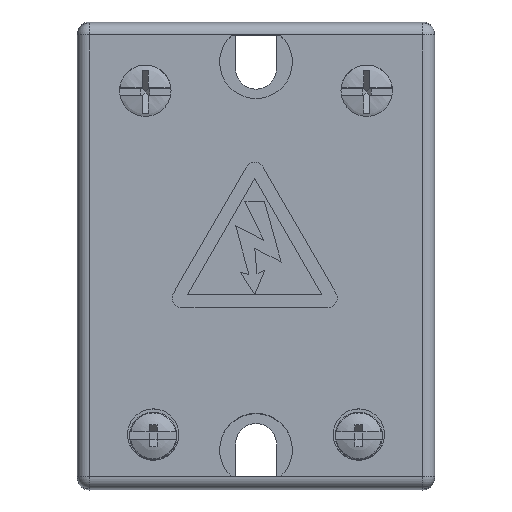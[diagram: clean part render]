
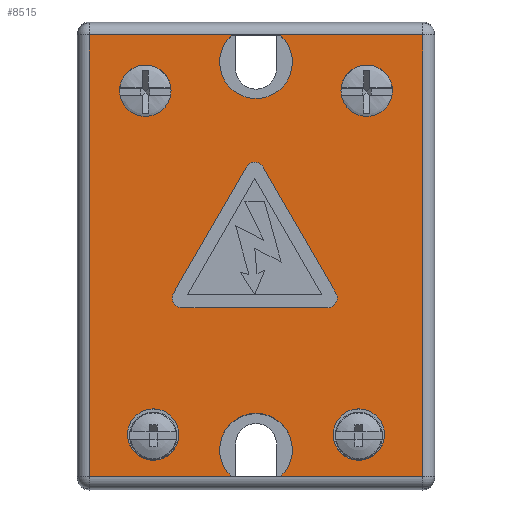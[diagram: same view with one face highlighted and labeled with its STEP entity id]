
A CAD part, top view. The second image highlights one B-rep face of the part: STEP entity #8515.
In plain terms, the highlighted planar face has unit normal (0, 0, 1).
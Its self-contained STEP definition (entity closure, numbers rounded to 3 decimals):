
#315=CARTESIAN_POINT('',(-17.251,20.9,33.4));
#316=VERTEX_POINT('',#315);
#332=CARTESIAN_POINT('',(-10.751,20.9,33.4));
#333=VERTEX_POINT('',#332);
#340=CARTESIAN_POINT('',(-16.627,22.814,33.4));
#341=VERTEX_POINT('',#340);
#342=CARTESIAN_POINT('',(-14.001,20.9,33.4));
#343=DIRECTION('',(0.0,0.0,-1.0));
#344=DIRECTION('',(-1.0,0.0,0.0));
#345=AXIS2_PLACEMENT_3D('',#342,#343,#344);
#346=CIRCLE('',#345,3.25);
#347=EDGE_CURVE('',#341,#333,#346,.T.);
#349=CARTESIAN_POINT('',(-14.001,20.9,33.4));
#350=DIRECTION('',(0.0,0.0,-1.0));
#351=DIRECTION('',(-1.0,0.0,0.0));
#352=AXIS2_PLACEMENT_3D('',#349,#350,#351);
#353=CIRCLE('',#352,3.25);
#354=EDGE_CURVE('',#316,#341,#353,.T.);
#387=CARTESIAN_POINT('',(17.249,20.9,33.4));
#388=VERTEX_POINT('',#387);
#404=CARTESIAN_POINT('',(10.749,20.9,33.4));
#405=VERTEX_POINT('',#404);
#412=CARTESIAN_POINT('',(13.999,20.9,33.4));
#413=DIRECTION('',(0.0,0.0,1.0));
#414=DIRECTION('',(1.0,0.0,0.0));
#415=AXIS2_PLACEMENT_3D('',#412,#413,#414);
#416=CIRCLE('',#415,3.25);
#417=EDGE_CURVE('',#405,#388,#416,.T.);
#450=CARTESIAN_POINT('',(-16.251,-22.6,33.4));
#451=VERTEX_POINT('',#450);
#467=CARTESIAN_POINT('',(-9.751,-22.6,33.4));
#468=VERTEX_POINT('',#467);
#475=CARTESIAN_POINT('',(-13.001,-22.6,33.4));
#476=DIRECTION('',(0.0,0.0,1.0));
#477=DIRECTION('',(-1.0,0.0,0.0));
#478=AXIS2_PLACEMENT_3D('',#475,#476,#477);
#479=CIRCLE('',#478,3.25);
#480=EDGE_CURVE('',#468,#451,#479,.T.);
#492=CARTESIAN_POINT('',(16.249,-22.6,33.4));
#493=VERTEX_POINT('',#492);
#509=CARTESIAN_POINT('',(9.749,-22.6,33.4));
#510=VERTEX_POINT('',#509);
#517=CARTESIAN_POINT('',(15.626,-24.514,33.4));
#518=VERTEX_POINT('',#517);
#519=CARTESIAN_POINT('',(12.999,-22.6,33.4));
#520=DIRECTION('',(0.0,0.0,-1.0));
#521=DIRECTION('',(1.0,0.0,0.0));
#522=AXIS2_PLACEMENT_3D('',#519,#520,#521);
#523=CIRCLE('',#522,3.25);
#524=EDGE_CURVE('',#518,#510,#523,.T.);
#526=CARTESIAN_POINT('',(12.999,-22.6,33.4));
#527=DIRECTION('',(0.0,0.0,-1.0));
#528=DIRECTION('',(1.0,0.0,0.0));
#529=AXIS2_PLACEMENT_3D('',#526,#527,#528);
#530=CIRCLE('',#529,3.25);
#531=EDGE_CURVE('',#493,#518,#530,.T.);
#7586=CARTESIAN_POINT('',(-21.101,-27.949,33.4));
#7587=VERTEX_POINT('',#7586);
#7619=CARTESIAN_POINT('',(21.099,-27.949,33.4));
#7620=VERTEX_POINT('',#7619);
#7621=CARTESIAN_POINT('',(21.099,-27.949,33.4));
#7622=DIRECTION('',(-1.0,0.0,0.0));
#7623=VECTOR('',#7622,42.2);
#7624=LINE('',#7621,#7623);
#7625=EDGE_CURVE('',#7620,#7587,#7624,.T.);
#7677=CARTESIAN_POINT('',(12.999,-22.6,33.4));
#7678=DIRECTION('',(0.0,0.0,-1.0));
#7679=DIRECTION('',(1.0,0.0,0.0));
#7680=AXIS2_PLACEMENT_3D('',#7677,#7678,#7679);
#7681=CIRCLE('',#7680,3.25);
#7682=EDGE_CURVE('',#510,#493,#7681,.T.);
#7716=CARTESIAN_POINT('',(-15.627,-24.514,33.4));
#7717=VERTEX_POINT('',#7716);
#7718=CARTESIAN_POINT('',(-13.001,-22.6,33.4));
#7719=DIRECTION('',(0.0,0.0,1.0));
#7720=DIRECTION('',(-1.0,0.0,0.0));
#7721=AXIS2_PLACEMENT_3D('',#7718,#7719,#7720);
#7722=CIRCLE('',#7721,3.25);
#7723=EDGE_CURVE('',#451,#7717,#7722,.T.);
#7725=CARTESIAN_POINT('',(-13.001,-22.6,33.4));
#7726=DIRECTION('',(0.0,0.0,1.0));
#7727=DIRECTION('',(-1.0,0.0,0.0));
#7728=AXIS2_PLACEMENT_3D('',#7725,#7726,#7727);
#7729=CIRCLE('',#7728,3.25);
#7730=EDGE_CURVE('',#7717,#468,#7729,.T.);
#7744=CARTESIAN_POINT('',(-21.101,27.949,33.4));
#7745=VERTEX_POINT('',#7744);
#7798=CARTESIAN_POINT('',(21.099,27.949,33.4));
#7799=VERTEX_POINT('',#7798);
#7800=CARTESIAN_POINT('',(21.099,27.949,33.4));
#7801=DIRECTION('',(-1.0,0.0,0.0));
#7802=VECTOR('',#7801,42.2);
#7803=LINE('',#7800,#7802);
#7804=EDGE_CURVE('',#7799,#7745,#7803,.T.);
#7877=CARTESIAN_POINT('',(16.626,22.814,33.4));
#7878=VERTEX_POINT('',#7877);
#7879=CARTESIAN_POINT('',(13.999,20.9,33.4));
#7880=DIRECTION('',(0.0,0.0,1.0));
#7881=DIRECTION('',(1.0,0.0,0.0));
#7882=AXIS2_PLACEMENT_3D('',#7879,#7880,#7881);
#7883=CIRCLE('',#7882,3.25);
#7884=EDGE_CURVE('',#388,#7878,#7883,.T.);
#7886=CARTESIAN_POINT('',(13.999,20.9,33.4));
#7887=DIRECTION('',(0.0,0.0,1.0));
#7888=DIRECTION('',(1.0,0.0,0.0));
#7889=AXIS2_PLACEMENT_3D('',#7886,#7887,#7888);
#7890=CIRCLE('',#7889,3.25);
#7891=EDGE_CURVE('',#7878,#405,#7890,.T.);
#7904=CARTESIAN_POINT('',(-14.001,20.9,33.4));
#7905=DIRECTION('',(0.0,0.0,-1.0));
#7906=DIRECTION('',(-1.0,0.0,0.0));
#7907=AXIS2_PLACEMENT_3D('',#7904,#7905,#7906);
#7908=CIRCLE('',#7907,3.25);
#7909=EDGE_CURVE('',#333,#316,#7908,.T.);
#8015=CARTESIAN_POINT('',(0.901,11.238,33.4));
#8016=VERTEX_POINT('',#8015);
#8023=CARTESIAN_POINT('',(-1.237,11.238,33.4));
#8024=VERTEX_POINT('',#8023);
#8025=CARTESIAN_POINT('',(-0.168,10.621,33.4));
#8026=DIRECTION('',(0.0,0.0,-1.0));
#8027=DIRECTION('',(0.0,1.0,0.0));
#8028=AXIS2_PLACEMENT_3D('',#8025,#8026,#8027);
#8029=CIRCLE('',#8028,1.234);
#8030=EDGE_CURVE('',#8024,#8016,#8029,.T.);
#8047=CARTESIAN_POINT('',(10.099,-4.693,33.4));
#8048=VERTEX_POINT('',#8047);
#8055=CARTESIAN_POINT('',(0.901,11.238,33.4));
#8056=DIRECTION('',(0.5,-0.866,0.0));
#8057=VECTOR('',#8056,18.396);
#8058=LINE('',#8055,#8057);
#8059=EDGE_CURVE('',#8016,#8048,#8058,.T.);
#8071=CARTESIAN_POINT('',(9.03,-6.545,33.4));
#8072=VERTEX_POINT('',#8071);
#8079=CARTESIAN_POINT('',(9.03,-5.311,33.4));
#8080=DIRECTION('',(0.,0.,-1.0));
#8081=DIRECTION('',(0.866,-0.5,0.));
#8082=AXIS2_PLACEMENT_3D('',#8079,#8080,#8081);
#8083=CIRCLE('',#8082,1.234);
#8084=EDGE_CURVE('',#8048,#8072,#8083,.T.);
#8403=CARTESIAN_POINT('',(21.099,27.949,33.4));
#8404=DIRECTION('',(0.0,-1.0,0.0));
#8405=VECTOR('',#8404,55.898);
#8406=LINE('',#8403,#8405);
#8407=EDGE_CURVE('',#7799,#7620,#8406,.T.);
#8413=CARTESIAN_POINT('',(-22.601,-27.949,33.4));
#8414=DIRECTION('',(0.0,0.0,1.0));
#8415=DIRECTION('',(1.0,0.0,0.0));
#8416=AXIS2_PLACEMENT_3D('',#8413,#8414,#8415);
#8417=PLANE('',#8416);
#8418=ORIENTED_EDGE('',*,*,#8407,.F.);
#8419=ORIENTED_EDGE('',*,*,#7804,.T.);
#8420=CARTESIAN_POINT('',(-21.101,-27.949,33.4));
#8421=DIRECTION('',(0.0,1.0,0.0));
#8422=VECTOR('',#8421,55.898);
#8423=LINE('',#8420,#8422);
#8424=EDGE_CURVE('',#7587,#7745,#8423,.T.);
#8425=ORIENTED_EDGE('',*,*,#8424,.F.);
#8426=ORIENTED_EDGE('',*,*,#7625,.F.);
#8427=EDGE_LOOP('',(#8418,#8419,#8425,#8426));
#8428=FACE_OUTER_BOUND('',#8427,.T.);
#8429=ORIENTED_EDGE('',*,*,#7730,.F.);
#8430=ORIENTED_EDGE('',*,*,#7723,.F.);
#8431=ORIENTED_EDGE('',*,*,#480,.F.);
#8432=EDGE_LOOP('',(#8429,#8430,#8431));
#8433=FACE_BOUND('',#8432,.T.);
#8434=ORIENTED_EDGE('',*,*,#524,.T.);
#8435=ORIENTED_EDGE('',*,*,#7682,.T.);
#8436=ORIENTED_EDGE('',*,*,#531,.T.);
#8437=EDGE_LOOP('',(#8434,#8435,#8436));
#8438=FACE_BOUND('',#8437,.T.);
#8439=CARTESIAN_POINT('',(-3.153,-27.864,33.4));
#8440=VERTEX_POINT('',#8439);
#8441=CARTESIAN_POINT('',(3.152,-27.864,33.4));
#8442=VERTEX_POINT('',#8441);
#8443=CARTESIAN_POINT('',(-3.153,-27.864,33.4));
#8444=DIRECTION('',(1.0,0.0,0.0));
#8445=VECTOR('',#8444,6.305);
#8446=LINE('',#8443,#8445);
#8447=EDGE_CURVE('',#8440,#8442,#8446,.T.);
#8448=ORIENTED_EDGE('',*,*,#8447,.F.);
#8449=CARTESIAN_POINT('',(-0.001,-24.514,33.4));
#8450=DIRECTION('',(0.0,0.0,-1.0));
#8451=DIRECTION('',(1.0,0.0,0.0));
#8452=AXIS2_PLACEMENT_3D('',#8449,#8450,#8451);
#8453=CIRCLE('',#8452,4.6);
#8454=EDGE_CURVE('',#8440,#8442,#8453,.T.);
#8455=ORIENTED_EDGE('',*,*,#8454,.T.);
#8456=EDGE_LOOP('',(#8448,#8455));
#8457=FACE_BOUND('',#8456,.T.);
#8458=ORIENTED_EDGE('',*,*,#347,.T.);
#8459=ORIENTED_EDGE('',*,*,#7909,.T.);
#8460=ORIENTED_EDGE('',*,*,#354,.T.);
#8461=EDGE_LOOP('',(#8458,#8459,#8460));
#8462=FACE_BOUND('',#8461,.T.);
#8463=ORIENTED_EDGE('',*,*,#7891,.F.);
#8464=ORIENTED_EDGE('',*,*,#7884,.F.);
#8465=ORIENTED_EDGE('',*,*,#417,.F.);
#8466=EDGE_LOOP('',(#8463,#8464,#8465));
#8467=FACE_BOUND('',#8466,.T.);
#8468=CARTESIAN_POINT('',(-3.153,27.864,33.4));
#8469=VERTEX_POINT('',#8468);
#8470=CARTESIAN_POINT('',(3.152,27.864,33.4));
#8471=VERTEX_POINT('',#8470);
#8472=CARTESIAN_POINT('',(-3.153,27.864,33.4));
#8473=DIRECTION('',(1.0,0.0,0.0));
#8474=VECTOR('',#8473,6.305);
#8475=LINE('',#8472,#8474);
#8476=EDGE_CURVE('',#8469,#8471,#8475,.T.);
#8477=ORIENTED_EDGE('',*,*,#8476,.T.);
#8478=CARTESIAN_POINT('',(-0.001,24.514,33.4));
#8479=DIRECTION('',(0.0,0.0,1.0));
#8480=DIRECTION('',(1.0,0.0,0.0));
#8481=AXIS2_PLACEMENT_3D('',#8478,#8479,#8480);
#8482=CIRCLE('',#8481,4.6);
#8483=EDGE_CURVE('',#8469,#8471,#8482,.T.);
#8484=ORIENTED_EDGE('',*,*,#8483,.F.);
#8485=EDGE_LOOP('',(#8477,#8484));
#8486=FACE_BOUND('',#8485,.T.);
#8487=CARTESIAN_POINT('',(-9.366,-6.545,33.4));
#8488=VERTEX_POINT('',#8487);
#8489=CARTESIAN_POINT('',(-10.435,-4.693,33.4));
#8490=VERTEX_POINT('',#8489);
#8491=CARTESIAN_POINT('',(-9.366,-5.311,33.4));
#8492=DIRECTION('',(0.,0.,-1.0));
#8493=DIRECTION('',(-0.866,-0.5,0.));
#8494=AXIS2_PLACEMENT_3D('',#8491,#8492,#8493);
#8495=CIRCLE('',#8494,1.234);
#8496=EDGE_CURVE('',#8488,#8490,#8495,.T.);
#8497=ORIENTED_EDGE('',*,*,#8496,.T.);
#8498=CARTESIAN_POINT('',(-10.435,-4.693,33.4));
#8499=DIRECTION('',(0.5,0.866,0.0));
#8500=VECTOR('',#8499,18.396);
#8501=LINE('',#8498,#8500);
#8502=EDGE_CURVE('',#8490,#8024,#8501,.T.);
#8503=ORIENTED_EDGE('',*,*,#8502,.T.);
#8504=ORIENTED_EDGE('',*,*,#8030,.T.);
#8505=ORIENTED_EDGE('',*,*,#8059,.T.);
#8506=ORIENTED_EDGE('',*,*,#8084,.T.);
#8507=CARTESIAN_POINT('',(9.03,-6.545,33.4));
#8508=DIRECTION('',(-1.0,0.0,0.0));
#8509=VECTOR('',#8508,18.396);
#8510=LINE('',#8507,#8509);
#8511=EDGE_CURVE('',#8072,#8488,#8510,.T.);
#8512=ORIENTED_EDGE('',*,*,#8511,.T.);
#8513=EDGE_LOOP('',(#8497,#8503,#8504,#8505,#8506,#8512));
#8514=FACE_BOUND('',#8513,.T.);
#8515=ADVANCED_FACE('',(#8428,#8433,#8438,#8457,#8462,#8467,#8486,#8514),#8417,.T.);
